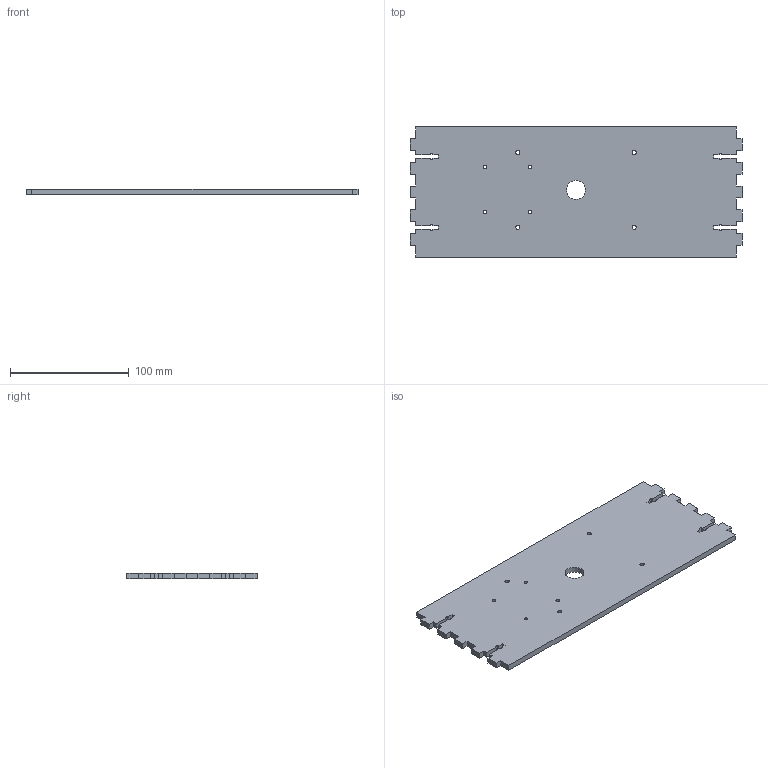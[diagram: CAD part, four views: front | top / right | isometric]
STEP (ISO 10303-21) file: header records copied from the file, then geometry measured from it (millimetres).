
FILE_DESCRIPTION(('CATIA V5 STEP Exchange'),'2;1');
FILE_NAME('balancedBot_middle1.stp','2021-08-09T09:32:45+00:00',('none'),('none'),'CATIA Version 5 Release 20 GA (IN-10)','CATIA V5 STEP AP203','none');
FILE_SCHEMA(('CONFIG_CONTROL_DESIGN'));
Length unit declared in the file: millimetre
Products named in the file (1): Part1
Bounding box: 280 x 110 x 5 mm (x, y, z)
Volume: 148406.9 mm3; surface area: 65178.5 mm2
Topology: 1 solids, 1 shells, 112 faces, 330 edges, 220 vertices
Faces by surface type: plane 94, cylinder 18
Entity records: 3377 total; most frequent: ORIENTED_EDGE 660, CARTESIAN_POINT 592, DIRECTION 412, EDGE_CURVE 330, VECTOR 294, LINE 294, VERTEX_POINT 220, EDGE_LOOP 130
